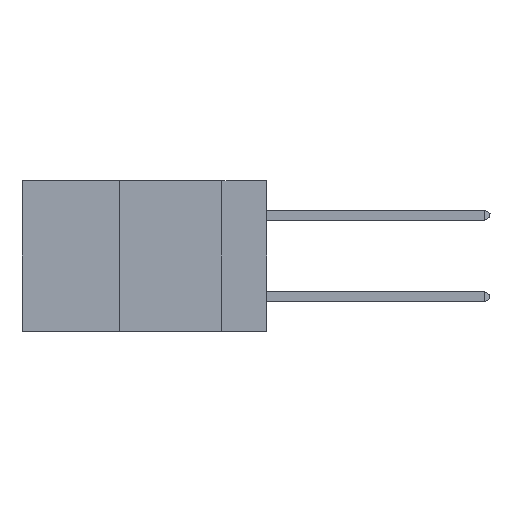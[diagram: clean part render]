
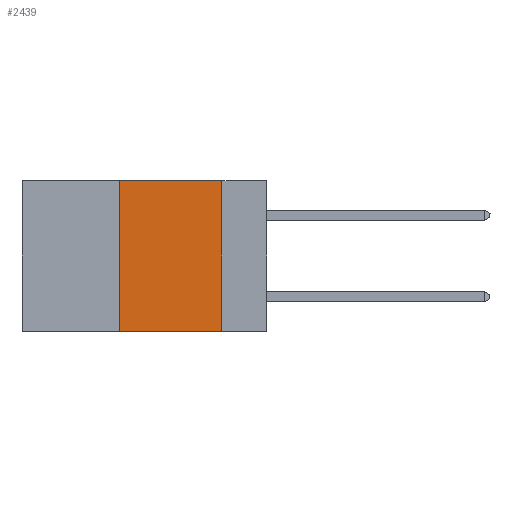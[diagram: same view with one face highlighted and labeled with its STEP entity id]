
A CAD part, left-side view. The second image highlights one B-rep face of the part: STEP entity #2439.
In plain terms, the highlighted planar face has unit normal (-1, 0, 0).
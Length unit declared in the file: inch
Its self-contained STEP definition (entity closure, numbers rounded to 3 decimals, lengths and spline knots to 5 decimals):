
#35 = VECTOR ( 'NONE', #23113, 39.37008 ) ;
#46 = DIRECTION ( 'NONE',  ( 0., -1., 0. ) ) ;
#2168 = VERTEX_POINT ( 'NONE', #20214 ) ;
#2439 = ADVANCED_FACE ( 'NONE', ( #11539 ), #25278, .F. ) ;
#2821 = DIRECTION ( 'NONE',  ( 1., 0., 0. ) ) ;
#3441 = ORIENTED_EDGE ( 'NONE', *, *, #22113, .T. ) ;
#4002 = EDGE_CURVE ( 'NONE', #2168, #13046, #15713, .T. ) ;
#4434 = CARTESIAN_POINT ( 'NONE',  ( 0., 0.6, 0. ) ) ;
#4880 = VECTOR ( 'NONE', #9480, 39.37008 ) ;
#5495 = CARTESIAN_POINT ( 'NONE',  ( 0., 0.11, -0.37 ) ) ;
#8581 = CARTESIAN_POINT ( 'NONE',  ( 0., 0.36, 0. ) ) ;
#8850 = VECTOR ( 'NONE', #46, 39.37008 ) ;
#9480 = DIRECTION ( 'NONE',  ( 0., 0., -1. ) ) ;
#9540 = VERTEX_POINT ( 'NONE', #10277 ) ;
#10277 = CARTESIAN_POINT ( 'NONE',  ( 0., 0.11, 0. ) ) ;
#10613 = CARTESIAN_POINT ( 'NONE',  ( 0., 0.36, 0. ) ) ;
#10650 = LINE ( 'NONE', #4434, #24098 ) ;
#11539 = FACE_OUTER_BOUND ( 'NONE', #21228, .T. ) ;
#12366 = ORIENTED_EDGE ( 'NONE', *, *, #17644, .F. ) ;
#13046 = VERTEX_POINT ( 'NONE', #10613 ) ;
#13767 = CARTESIAN_POINT ( 'NONE',  ( 0., 0.11, 0. ) ) ;
#14122 = ORIENTED_EDGE ( 'NONE', *, *, #17454, .F. ) ;
#15059 = CARTESIAN_POINT ( 'NONE',  ( 0., 0.6, 0. ) ) ;
#15713 = LINE ( 'NONE', #8581, #35 ) ;
#16994 = DIRECTION ( 'NONE',  ( 0., 0., -1. ) ) ;
#17454 = EDGE_CURVE ( 'NONE', #9540, #21985, #18307, .T. ) ;
#17644 = EDGE_CURVE ( 'NONE', #13046, #9540, #10650, .T. ) ;
#17749 = ORIENTED_EDGE ( 'NONE', *, *, #4002, .F. ) ;
#17820 = AXIS2_PLACEMENT_3D ( 'NONE', #15059, #2821, #16994 ) ;
#18307 = LINE ( 'NONE', #13767, #4880 ) ;
#20214 = CARTESIAN_POINT ( 'NONE',  ( 0., 0.36, -0.37 ) ) ;
#20529 = CARTESIAN_POINT ( 'NONE',  ( 0., 0.6, -0.37 ) ) ;
#21228 = EDGE_LOOP ( 'NONE', ( #14122, #12366, #17749, #3441 ) ) ;
#21985 = VERTEX_POINT ( 'NONE', #5495 ) ;
#22113 = EDGE_CURVE ( 'NONE', #2168, #21985, #24523, .T. ) ;
#23113 = DIRECTION ( 'NONE',  ( 0., 0., 1. ) ) ;
#23328 = DIRECTION ( 'NONE',  ( 0., -1., 0. ) ) ;
#24098 = VECTOR ( 'NONE', #23328, 39.37008 ) ;
#24523 = LINE ( 'NONE', #20529, #8850 ) ;
#25278 = PLANE ( 'NONE',  #17820 ) ;
